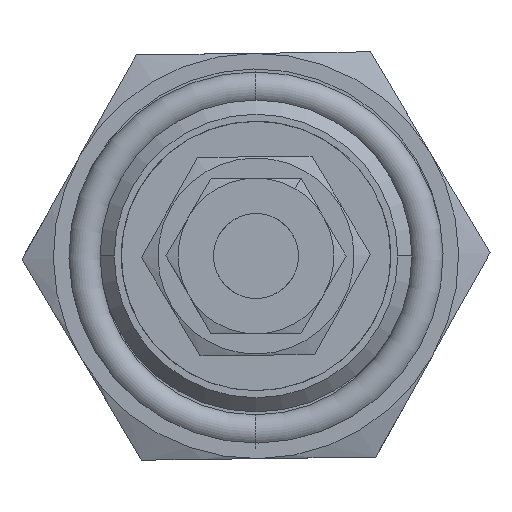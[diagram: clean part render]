
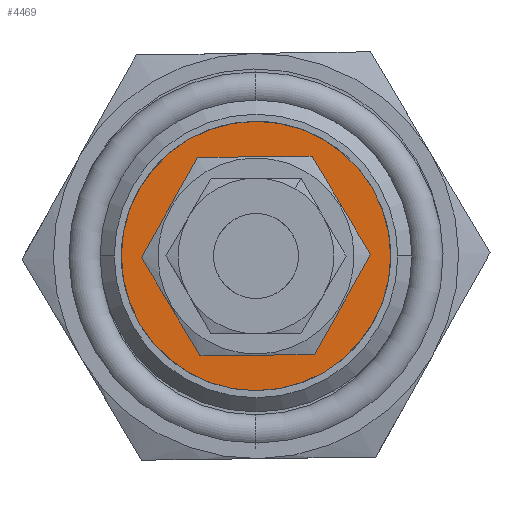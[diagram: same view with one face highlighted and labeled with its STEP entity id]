
A CAD part, left-side view. The second image highlights one B-rep face of the part: STEP entity #4469.
In plain terms, the highlighted planar face has unit normal (-1, 0, 0).
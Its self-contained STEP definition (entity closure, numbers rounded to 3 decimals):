
#191 = EDGE_LOOP ( 'NONE', ( #2397, #3913 ) ) ;
#378 = CARTESIAN_POINT ( 'NONE',  ( 28.415, 0., -9.5 ) ) ;
#394 = CIRCLE ( 'NONE', #4559, 9.5 ) ;
#490 = DIRECTION ( 'NONE',  ( -1., 0., 0. ) ) ;
#546 = CARTESIAN_POINT ( 'NONE',  ( 28.415, 0., 0. ) ) ;
#586 = VERTEX_POINT ( 'NONE', #378 ) ;
#879 = CARTESIAN_POINT ( 'NONE',  ( 28.415, 0., 9.5 ) ) ;
#1001 = AXIS2_PLACEMENT_3D ( 'NONE', #5571, #4641, #3966 ) ;
#1050 = EDGE_CURVE ( 'NONE', #586, #4841, #4729, .T. ) ;
#1180 = DIRECTION ( 'NONE',  ( 0., 0., 1. ) ) ;
#1718 = FACE_OUTER_BOUND ( 'NONE', #191, .T. ) ;
#2098 = PLANE ( 'NONE',  #1001 ) ;
#2397 = ORIENTED_EDGE ( 'NONE', *, *, #8898, .T. ) ;
#2790 = CARTESIAN_POINT ( 'NONE',  ( 28.415, 0., 0. ) ) ;
#2884 = CARTESIAN_POINT ( 'NONE',  ( 28.415, 0., 0. ) ) ;
#3095 = DIRECTION ( 'NONE',  ( 0., 0., 1. ) ) ;
#3399 = VERTEX_POINT ( 'NONE', #8933 ) ;
#3597 = CARTESIAN_POINT ( 'NONE',  ( 28.415, 0., -5. ) ) ;
#3606 = DIRECTION ( 'NONE',  ( 0., 0., 1. ) ) ;
#3913 = ORIENTED_EDGE ( 'NONE', *, *, #1050, .T. ) ;
#3966 = DIRECTION ( 'NONE',  ( 0., 0., -1. ) ) ;
#4184 = AXIS2_PLACEMENT_3D ( 'NONE', #5263, #7169, #1180 ) ;
#4386 = AXIS2_PLACEMENT_3D ( 'NONE', #2884, #7073, #5276 ) ;
#4469 = ADVANCED_FACE ( 'NONE', ( #6885, #1718 ), #2098, .F. ) ;
#4559 = AXIS2_PLACEMENT_3D ( 'NONE', #2790, #8732, #3606 ) ;
#4641 = DIRECTION ( 'NONE',  ( 1., 0., 0. ) ) ;
#4729 = CIRCLE ( 'NONE', #4386, 9.5 ) ;
#4841 = VERTEX_POINT ( 'NONE', #879 ) ;
#4872 = AXIS2_PLACEMENT_3D ( 'NONE', #546, #490, #3095 ) ;
#5194 = EDGE_CURVE ( 'NONE', #3399, #10935, #7211, .T. ) ;
#5263 = CARTESIAN_POINT ( 'NONE',  ( 28.415, 0., 0. ) ) ;
#5276 = DIRECTION ( 'NONE',  ( 0., 0., 1. ) ) ;
#5571 = CARTESIAN_POINT ( 'NONE',  ( 28.415, 0., -9.5 ) ) ;
#6119 = CIRCLE ( 'NONE', #4872, 5. ) ;
#6885 = FACE_BOUND ( 'NONE', #7130, .T. ) ;
#7073 = DIRECTION ( 'NONE',  ( -1., 0., 0. ) ) ;
#7130 = EDGE_LOOP ( 'NONE', ( #7518, #9865 ) ) ;
#7169 = DIRECTION ( 'NONE',  ( -1., 0., 0. ) ) ;
#7211 = CIRCLE ( 'NONE', #4184, 5. ) ;
#7336 = EDGE_CURVE ( 'NONE', #10935, #3399, #6119, .T. ) ;
#7518 = ORIENTED_EDGE ( 'NONE', *, *, #5194, .F. ) ;
#8732 = DIRECTION ( 'NONE',  ( -1., 0., 0. ) ) ;
#8898 = EDGE_CURVE ( 'NONE', #4841, #586, #394, .T. ) ;
#8933 = CARTESIAN_POINT ( 'NONE',  ( 28.415, 0., 5. ) ) ;
#9865 = ORIENTED_EDGE ( 'NONE', *, *, #7336, .F. ) ;
#10935 = VERTEX_POINT ( 'NONE', #3597 ) ;
